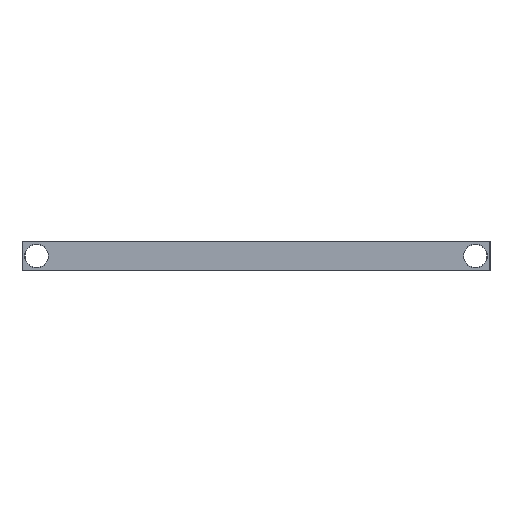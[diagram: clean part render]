
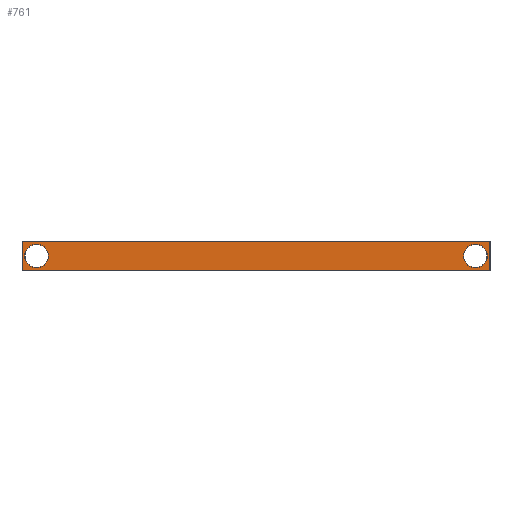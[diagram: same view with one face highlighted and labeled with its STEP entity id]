
A CAD part, left-side view. The second image highlights one B-rep face of the part: STEP entity #761.
In plain terms, the highlighted planar face has unit normal (-1, 0, 0).
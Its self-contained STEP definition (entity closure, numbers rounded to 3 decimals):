
#1 = VERTEX_POINT ( 'NONE', #305 ) ;
#30 = DIRECTION ( 'NONE',  ( 0., 0., -1. ) ) ;
#31 = EDGE_LOOP ( 'NONE', ( #106, #89, #353, #55 ) ) ;
#55 = ORIENTED_EDGE ( 'NONE', *, *, #331, .T. ) ;
#89 = ORIENTED_EDGE ( 'NONE', *, *, #553, .F. ) ;
#102 = LINE ( 'NONE', #867, #809 ) ;
#106 = ORIENTED_EDGE ( 'NONE', *, *, #397, .T. ) ;
#130 = VERTEX_POINT ( 'NONE', #413 ) ;
#186 = VECTOR ( 'NONE', #1206, 1000. ) ;
#198 = CARTESIAN_POINT ( 'NONE',  ( -50.5, 1550., 39.5 ) ) ;
#227 = EDGE_LOOP ( 'NONE', ( #430, #678 ) ) ;
#235 = CARTESIAN_POINT ( 'NONE',  ( -50.5, 50., 0. ) ) ;
#268 = AXIS2_PLACEMENT_3D ( 'NONE', #639, #543, #30 ) ;
#281 = CARTESIAN_POINT ( 'NONE',  ( -50.5, 0., -50.5 ) ) ;
#305 = CARTESIAN_POINT ( 'NONE',  ( -50.5, 50., -39.5 ) ) ;
#312 = DIRECTION ( 'NONE',  ( -1., 0., 0. ) ) ;
#331 = EDGE_CURVE ( 'NONE', #1013, #499, #102, .T. ) ;
#340 = LINE ( 'NONE', #432, #186 ) ;
#350 = FACE_OUTER_BOUND ( 'NONE', #31, .T. ) ;
#353 = ORIENTED_EDGE ( 'NONE', *, *, #1235, .F. ) ;
#371 = DIRECTION ( 'NONE',  ( 0., 0., 1. ) ) ;
#375 = CARTESIAN_POINT ( 'NONE',  ( -50.5, 1550., 0. ) ) ;
#383 = CIRCLE ( 'NONE', #770, 39.5 ) ;
#390 = CARTESIAN_POINT ( 'NONE',  ( -50.5, 1550., 0. ) ) ;
#397 = EDGE_CURVE ( 'NONE', #499, #1102, #582, .T. ) ;
#410 = CIRCLE ( 'NONE', #572, 39.5 ) ;
#413 = CARTESIAN_POINT ( 'NONE',  ( -50.5, 50., 39.5 ) ) ;
#415 = CARTESIAN_POINT ( 'NONE',  ( -50.5, 50., 0. ) ) ;
#430 = ORIENTED_EDGE ( 'NONE', *, *, #1158, .F. ) ;
#432 = CARTESIAN_POINT ( 'NONE',  ( -50.5, 1600., -50.5 ) ) ;
#441 = ORIENTED_EDGE ( 'NONE', *, *, #458, .F. ) ;
#458 = EDGE_CURVE ( 'NONE', #487, #810, #1204, .T. ) ;
#487 = VERTEX_POINT ( 'NONE', #198 ) ;
#499 = VERTEX_POINT ( 'NONE', #986 ) ;
#527 = VECTOR ( 'NONE', #664, 1000. ) ;
#543 = DIRECTION ( 'NONE',  ( 1., 0., 0. ) ) ;
#553 = EDGE_CURVE ( 'NONE', #599, #1102, #971, .T. ) ;
#560 = VECTOR ( 'NONE', #1153, 1000. ) ;
#572 = AXIS2_PLACEMENT_3D ( 'NONE', #235, #830, #1217 ) ;
#582 = LINE ( 'NONE', #281, #527 ) ;
#593 = CARTESIAN_POINT ( 'NONE',  ( -50.5, 1600., 50.5 ) ) ;
#599 = VERTEX_POINT ( 'NONE', #877 ) ;
#639 = CARTESIAN_POINT ( 'NONE',  ( -50.5, 1600., -50.5 ) ) ;
#655 = EDGE_LOOP ( 'NONE', ( #441, #1063 ) ) ;
#664 = DIRECTION ( 'NONE',  ( 0., 0., 1. ) ) ;
#678 = ORIENTED_EDGE ( 'NONE', *, *, #1227, .F. ) ;
#691 = CARTESIAN_POINT ( 'NONE',  ( -50.5, 0., 50.5 ) ) ;
#738 = PLANE ( 'NONE',  #268 ) ;
#755 = CARTESIAN_POINT ( 'NONE',  ( -50.5, 1600., -50.5 ) ) ;
#761 = ADVANCED_FACE ( 'NONE', ( #1208, #1186, #350 ), #738, .F. ) ;
#770 = AXIS2_PLACEMENT_3D ( 'NONE', #375, #852, #371 ) ;
#781 = DIRECTION ( 'NONE',  ( 0., 0., 1. ) ) ;
#801 = DIRECTION ( 'NONE',  ( -1., 0., 0. ) ) ;
#809 = VECTOR ( 'NONE', #1232, 1000. ) ;
#810 = VERTEX_POINT ( 'NONE', #1130 ) ;
#830 = DIRECTION ( 'NONE',  ( -1., 0., 0. ) ) ;
#852 = DIRECTION ( 'NONE',  ( -1., 0., 0. ) ) ;
#867 = CARTESIAN_POINT ( 'NONE',  ( -50.5, 1600., -50.5 ) ) ;
#877 = CARTESIAN_POINT ( 'NONE',  ( -50.5, 1600., 50.5 ) ) ;
#886 = AXIS2_PLACEMENT_3D ( 'NONE', #415, #801, #781 ) ;
#927 = EDGE_CURVE ( 'NONE', #810, #487, #383, .T. ) ;
#971 = LINE ( 'NONE', #593, #560 ) ;
#986 = CARTESIAN_POINT ( 'NONE',  ( -50.5, 0., -50.5 ) ) ;
#1013 = VERTEX_POINT ( 'NONE', #755 ) ;
#1063 = ORIENTED_EDGE ( 'NONE', *, *, #927, .F. ) ;
#1076 = DIRECTION ( 'NONE',  ( 0., 0., 1. ) ) ;
#1102 = VERTEX_POINT ( 'NONE', #691 ) ;
#1109 = CIRCLE ( 'NONE', #886, 39.5 ) ;
#1130 = CARTESIAN_POINT ( 'NONE',  ( -50.5, 1550., -39.5 ) ) ;
#1140 = AXIS2_PLACEMENT_3D ( 'NONE', #390, #312, #1076 ) ;
#1153 = DIRECTION ( 'NONE',  ( 0., -1., 0. ) ) ;
#1158 = EDGE_CURVE ( 'NONE', #130, #1, #1109, .T. ) ;
#1186 = FACE_BOUND ( 'NONE', #655, .T. ) ;
#1204 = CIRCLE ( 'NONE', #1140, 39.5 ) ;
#1206 = DIRECTION ( 'NONE',  ( 0., 0., 1. ) ) ;
#1208 = FACE_BOUND ( 'NONE', #227, .T. ) ;
#1217 = DIRECTION ( 'NONE',  ( 0., 0., 1. ) ) ;
#1227 = EDGE_CURVE ( 'NONE', #1, #130, #410, .T. ) ;
#1232 = DIRECTION ( 'NONE',  ( 0., -1., 0. ) ) ;
#1235 = EDGE_CURVE ( 'NONE', #1013, #599, #340, .T. ) ;
